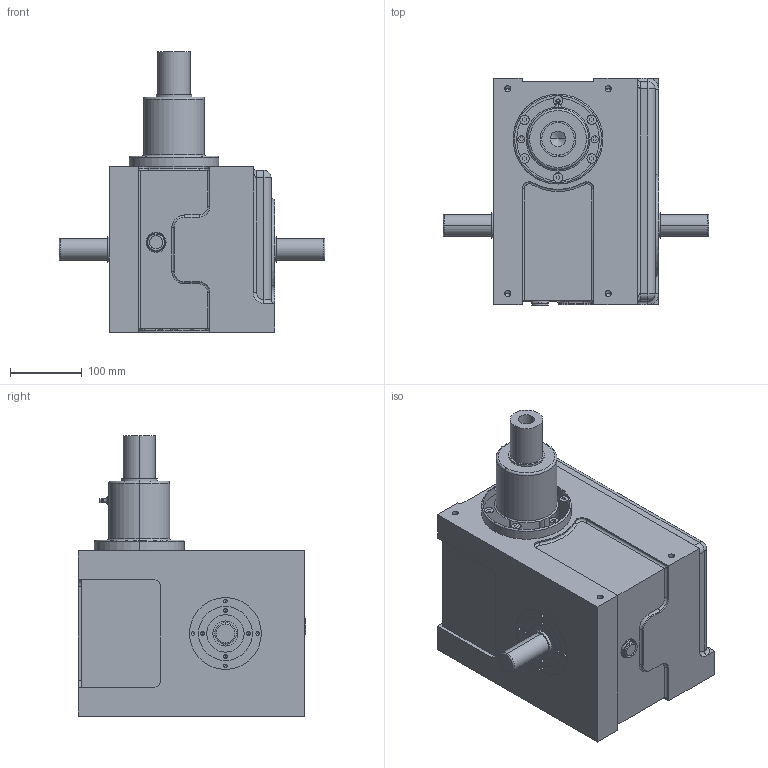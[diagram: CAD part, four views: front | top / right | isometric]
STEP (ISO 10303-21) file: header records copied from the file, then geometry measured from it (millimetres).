
FILE_DESCRIPTION(/* description */ ('Unknown'),/* implementation_level */ '2;1');
FILE_NAME(/* name */ '12FH外型標準-2',/* time_stamp */ '2025-06-11T14:07:59+08:00',/* author */ ('Unknown'),/* organization */ ('Unknown'),/* preprocessor_version */ 'ST-DEVELOPER v19.4',/* originating_system */ 'Solid Edge',/* authorisation */ 'Unknown');
FILE_SCHEMA (('AUTOMOTIVE_DESIGN {1 0 10303 214 3 1 1}'));
Length unit declared in the file: millimetre
Products named in the file (1): 12FH･~ｫｬｼﾐ婚
Bounding box: 370 x 317 x 390 mm (x, y, z)
Volume: 16690809.7 mm3; surface area: 458993.2 mm2
Topology: 1 solids, 1 shells, 472 faces, 1149 edges, 708 vertices
Faces by surface type: plane 238, cylinder 148, cone 46, torus 34, bspline 4, sphere 2
Full cylindrical faces by diameter (mm): 5 x8, 23 x1, 26 x1, 28 x1, 100 x2
Entity records: 17156 total; most frequent: CARTESIAN_POINT 2812, DIRECTION 2378, ORIENTED_EDGE 2156, EDGE_CURVE 1078, AXIS2_PLACEMENT_3D 843, VERTEX_POINT 705, LINE 692, VECTOR 692
